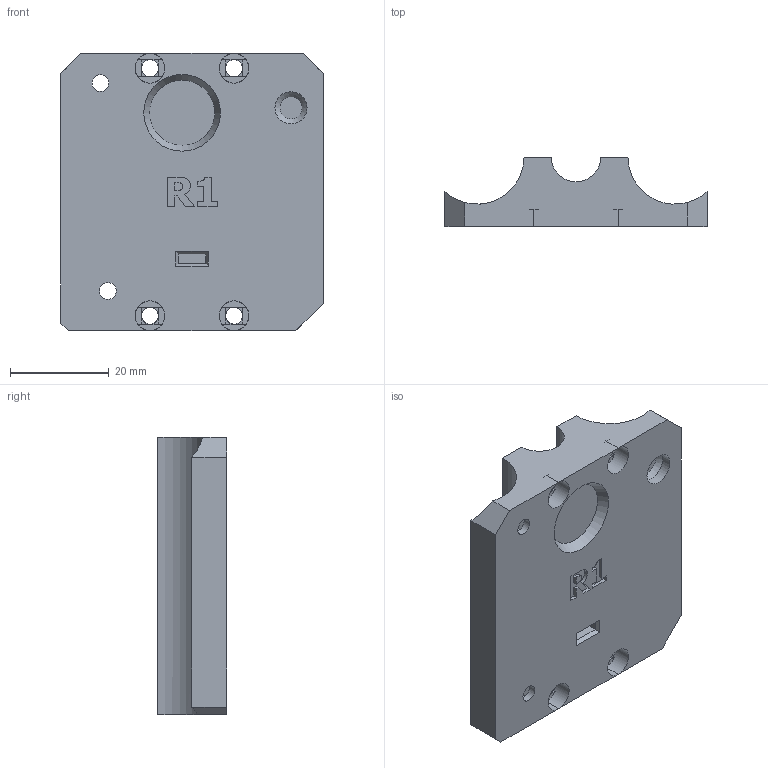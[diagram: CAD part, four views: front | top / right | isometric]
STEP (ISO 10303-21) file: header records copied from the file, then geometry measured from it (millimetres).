
FILE_DESCRIPTION(/* description */ (''),/* implementation_level */ '2;1');
FILE_NAME(/* name */ 'MINI-z-carriage-rear.stp',/* time_stamp */ '2019',/* author */ ('Robert Turinsky'),/* organization */ (''),/* preprocessor_version */ 'ST-DEVELOPER v17.2',/* originating_system */ 'Autodesk Inventor 2019',/* authorisation */ '');
FILE_SCHEMA (('AUTOMOTIVE_DESIGN { 1 0 10303 214 3 1 1 }'));
Length unit declared in the file: millimetre
Products named in the file (1): extruder4.3_x1
Bounding box: 53 x 14 x 56 mm (x, y, z)
Volume: 22754.6 mm3; surface area: 12821.5 mm2
Topology: 1 solids, 5 shells, 207 faces, 547 edges, 353 vertices
Faces by surface type: plane 156, cylinder 36, bspline 9, cone 6
Full cylindrical faces by diameter (mm): 3.4 x8, 6.5 x1
Entity records: 6557 total; most frequent: CARTESIAN_POINT 1308, ORIENTED_EDGE 1102, DIRECTION 1056, EDGE_CURVE 551, LINE 394, VECTOR 394, VERTEX_POINT 353, AXIS2_PLACEMENT_3D 331
